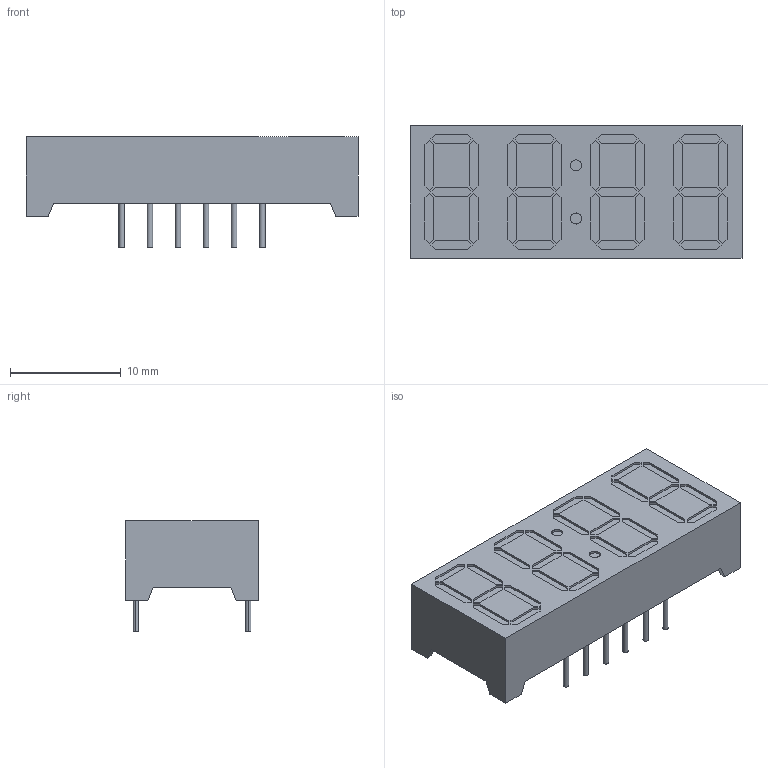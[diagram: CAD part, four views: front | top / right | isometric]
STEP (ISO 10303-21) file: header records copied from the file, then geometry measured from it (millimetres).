
FILE_DESCRIPTION (( 'STEP AP214' ), '1' );
FILE_NAME ('display para reloj 4dig.STEP', '2022-04-07T16:47:00', ( '' ), ( '' ), 'SwSTEP 2.0', 'SolidWorks 2021', '' );
FILE_SCHEMA (( 'AUTOMOTIVE_DESIGN' ));
Length unit declared in the file: millimetre
Products named in the file (1): display para reloj 4dig
Bounding box: 30 x 12 x 10 mm (x, y, z)
Volume: 2161.8 mm3; surface area: 1392.7 mm2
Topology: 1 solids, 1 shells, 264 faces, 660 edges, 440 vertices
Faces by surface type: plane 236, cylinder 28
Entity records: 10478 total; most frequent: CARTESIAN_POINT 1365, ORIENTED_EDGE 1320, DIRECTION 1246, EDGE_CURVE 660, LINE 604, VECTOR 604, VERTEX_POINT 440, AXIS2_PLACEMENT_3D 321
